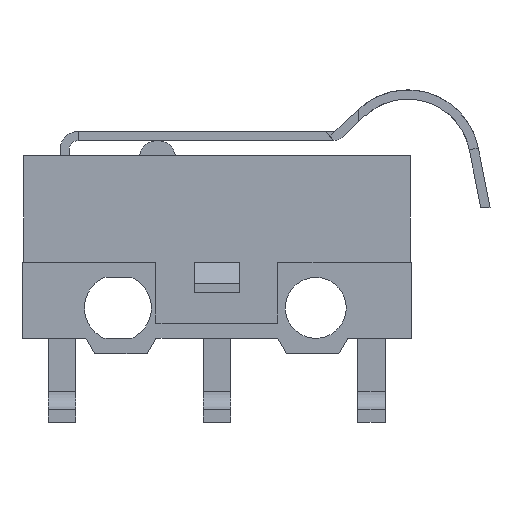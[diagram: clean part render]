
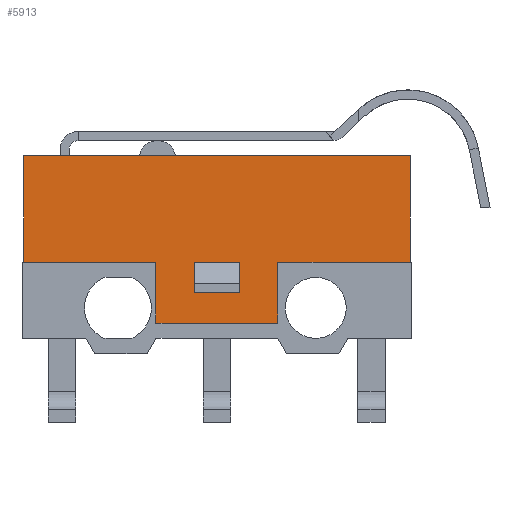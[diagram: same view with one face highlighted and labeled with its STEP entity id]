
A CAD part, front view. The second image highlights one B-rep face of the part: STEP entity #5913.
In plain terms, the highlighted planar face has unit normal (0, -1, 0).
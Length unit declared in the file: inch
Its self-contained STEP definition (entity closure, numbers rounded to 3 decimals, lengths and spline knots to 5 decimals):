
#3195=CARTESIAN_POINT('',(0.02953,-0.1122,-0.0248));
#3196=VERTEX_POINT('',#3195);
#3197=CARTESIAN_POINT('',(0.02953,-0.1122,-0.03937));
#3198=VERTEX_POINT('',#3197);
#3199=CARTESIAN_POINT('',(0.02953,-0.1122,-0.0248));
#3200=DIRECTION('',(0.0,0.0,-1.0));
#3201=VECTOR('',#3200,0.01457);
#3202=LINE('',#3199,#3201);
#3203=EDGE_CURVE('',#3196,#3198,#3202,.T.);
#3235=CARTESIAN_POINT('',(0.07874,-0.1122,0.0));
#3236=VERTEX_POINT('',#3235);
#3237=CARTESIAN_POINT('',(0.07874,-0.1122,-0.07874));
#3238=VERTEX_POINT('',#3237);
#3239=CARTESIAN_POINT('',(0.07874,-0.1122,0.0));
#3240=DIRECTION('',(0.0,0.0,-1.0));
#3241=VECTOR('',#3240,0.07874);
#3242=LINE('',#3239,#3241);
#3243=EDGE_CURVE('',#3236,#3238,#3242,.T.);
#3275=CARTESIAN_POINT('',(-0.07874,-0.1122,-0.07874));
#3276=VERTEX_POINT('',#3275);
#3277=CARTESIAN_POINT('',(-0.07874,-0.1122,-0.07874));
#3278=DIRECTION('',(1.0,0.0,0.0));
#3279=VECTOR('',#3278,0.15748);
#3280=LINE('',#3277,#3279);
#3281=EDGE_CURVE('',#3276,#3238,#3280,.T.);
#3306=CARTESIAN_POINT('',(-0.07874,-0.1122,0.0));
#3307=VERTEX_POINT('',#3306);
#3308=CARTESIAN_POINT('',(-0.07874,-0.1122,0.0));
#3309=DIRECTION('',(0.0,0.0,-1.0));
#3310=VECTOR('',#3309,0.07874);
#3311=LINE('',#3308,#3310);
#3312=EDGE_CURVE('',#3307,#3276,#3311,.T.);
#3378=CARTESIAN_POINT('',(-0.25,-0.1122,0.0));
#3379=VERTEX_POINT('',#3378);
#3380=CARTESIAN_POINT('',(-0.25,-0.1122,0.0));
#3381=DIRECTION('',(1.0,0.0,0.0));
#3382=VECTOR('',#3381,0.17126);
#3383=LINE('',#3380,#3382);
#3384=EDGE_CURVE('',#3379,#3307,#3383,.T.);
#3410=CARTESIAN_POINT('',(0.25,-0.1122,0.0));
#3411=VERTEX_POINT('',#3410);
#3418=CARTESIAN_POINT('',(0.07874,-0.1122,0.0));
#3419=DIRECTION('',(1.0,0.0,0.0));
#3420=VECTOR('',#3419,0.17126);
#3421=LINE('',#3418,#3420);
#3422=EDGE_CURVE('',#3236,#3411,#3421,.T.);
#3609=CARTESIAN_POINT('',(-0.02953,-0.1122,-0.03937));
#3610=VERTEX_POINT('',#3609);
#3611=CARTESIAN_POINT('',(-0.02953,-0.1122,-0.0248));
#3612=VERTEX_POINT('',#3611);
#3613=CARTESIAN_POINT('',(-0.02953,-0.1122,-0.03937));
#3614=DIRECTION('',(0.0,0.0,1.0));
#3615=VECTOR('',#3614,0.01457);
#3616=LINE('',#3613,#3615);
#3617=EDGE_CURVE('',#3610,#3612,#3616,.T.);
#3649=CARTESIAN_POINT('',(0.02953,-0.1122,-0.03937));
#3650=DIRECTION('',(-1.0,0.0,0.0));
#3651=VECTOR('',#3650,0.05906);
#3652=LINE('',#3649,#3651);
#3653=EDGE_CURVE('',#3198,#3610,#3652,.T.);
#4459=CARTESIAN_POINT('',(0.02953,-0.1122,0.0));
#4460=VERTEX_POINT('',#4459);
#4461=CARTESIAN_POINT('',(0.02953,-0.1122,0.0));
#4462=DIRECTION('',(0.0,0.0,-1.0));
#4463=VECTOR('',#4462,0.0248);
#4464=LINE('',#4461,#4463);
#4465=EDGE_CURVE('',#4460,#3196,#4464,.T.);
#4506=CARTESIAN_POINT('',(-0.02953,-0.1122,0.0));
#4507=VERTEX_POINT('',#4506);
#4514=CARTESIAN_POINT('',(-0.02953,-0.1122,-0.0248));
#4515=DIRECTION('',(0.0,0.0,1.0));
#4516=VECTOR('',#4515,0.0248);
#4517=LINE('',#4514,#4516);
#4518=EDGE_CURVE('',#3612,#4507,#4517,.T.);
#4586=CARTESIAN_POINT('',(-0.02953,-0.1122,0.0));
#4587=DIRECTION('',(1.0,0.0,0.0));
#4588=VECTOR('',#4587,0.05906);
#4589=LINE('',#4586,#4588);
#4590=EDGE_CURVE('',#4507,#4460,#4589,.T.);
#5799=CARTESIAN_POINT('',(-0.25,-0.1122,0.1378));
#5800=VERTEX_POINT('',#5799);
#5816=CARTESIAN_POINT('',(-0.25,-0.1122,0.0));
#5817=DIRECTION('',(0.0,0.0,1.0));
#5818=VECTOR('',#5817,0.1378);
#5819=LINE('',#5816,#5818);
#5820=EDGE_CURVE('',#3379,#5800,#5819,.T.);
#5866=CARTESIAN_POINT('',(0.25,-0.1122,0.1378));
#5867=VERTEX_POINT('',#5866);
#5874=CARTESIAN_POINT('',(0.25,-0.1122,0.0));
#5875=DIRECTION('',(0.0,0.0,1.0));
#5876=VECTOR('',#5875,0.1378);
#5877=LINE('',#5874,#5876);
#5878=EDGE_CURVE('',#3411,#5867,#5877,.T.);
#5885=CARTESIAN_POINT('',(-0.275,-0.1122,0.14862));
#5886=DIRECTION('',(0.0,-1.0,0.0));
#5887=DIRECTION('',(0.0,0.0,-1.0));
#5888=AXIS2_PLACEMENT_3D('',#5885,#5886,#5887);
#5889=PLANE('',#5888);
#5890=CARTESIAN_POINT('',(0.25,-0.1122,0.1378));
#5891=DIRECTION('',(-1.0,0.0,0.0));
#5892=VECTOR('',#5891,0.5);
#5893=LINE('',#5890,#5892);
#5894=EDGE_CURVE('',#5867,#5800,#5893,.T.);
#5895=ORIENTED_EDGE('',*,*,#5894,.T.);
#5896=ORIENTED_EDGE('',*,*,#5820,.F.);
#5897=ORIENTED_EDGE('',*,*,#3384,.T.);
#5898=ORIENTED_EDGE('',*,*,#3312,.T.);
#5899=ORIENTED_EDGE('',*,*,#3281,.T.);
#5900=ORIENTED_EDGE('',*,*,#3243,.F.);
#5901=ORIENTED_EDGE('',*,*,#3422,.T.);
#5902=ORIENTED_EDGE('',*,*,#5878,.T.);
#5903=EDGE_LOOP('',(#5895,#5896,#5897,#5898,#5899,#5900,#5901,#5902));
#5904=FACE_OUTER_BOUND('',#5903,.T.);
#5905=ORIENTED_EDGE('',*,*,#3617,.T.);
#5906=ORIENTED_EDGE('',*,*,#4518,.T.);
#5907=ORIENTED_EDGE('',*,*,#4590,.T.);
#5908=ORIENTED_EDGE('',*,*,#4465,.T.);
#5909=ORIENTED_EDGE('',*,*,#3203,.T.);
#5910=ORIENTED_EDGE('',*,*,#3653,.T.);
#5911=EDGE_LOOP('',(#5905,#5906,#5907,#5908,#5909,#5910));
#5912=FACE_BOUND('',#5911,.T.);
#5913=ADVANCED_FACE('',(#5904,#5912),#5889,.T.);
